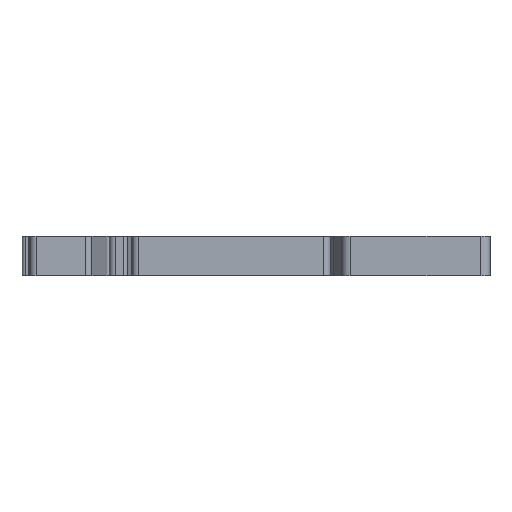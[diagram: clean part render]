
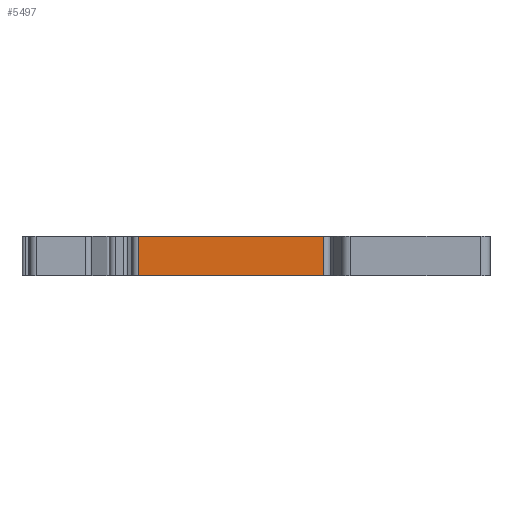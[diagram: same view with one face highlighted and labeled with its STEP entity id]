
A CAD part, front view. The second image highlights one B-rep face of the part: STEP entity #5497.
In plain terms, the highlighted planar face has unit normal (0, -1, 0).
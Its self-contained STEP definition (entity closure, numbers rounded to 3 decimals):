
#258=DIRECTION('',(1.,0.,0.));
#259=VECTOR('',#258,28.895);
#260=CARTESIAN_POINT('',(-18.347,0.,-3.1));
#261=LINE('',#260,#259);
#1244=DIRECTION('',(1.,0.,0.));
#1245=VECTOR('',#1244,28.895);
#1246=CARTESIAN_POINT('',(-18.347,0.,3.1));
#1247=LINE('',#1246,#1245);
#1978=DIRECTION('',(0.,0.,1.));
#1979=VECTOR('',#1978,6.2);
#1980=CARTESIAN_POINT('',(10.547,0.,-3.1));
#1981=LINE('',#1980,#1979);
#1982=DIRECTION('',(0.,0.,1.));
#1983=VECTOR('',#1982,6.2);
#1984=CARTESIAN_POINT('',(-18.347,0.,-3.1));
#1985=LINE('',#1984,#1983);
#2710=CARTESIAN_POINT('',(-18.347,0.,-3.1));
#2711=VERTEX_POINT('',#2710);
#2712=CARTESIAN_POINT('',(10.547,0.,-3.1));
#2713=VERTEX_POINT('',#2712);
#3010=CARTESIAN_POINT('',(-18.347,0.,3.1));
#3011=VERTEX_POINT('',#3010);
#3012=CARTESIAN_POINT('',(10.547,0.,3.1));
#3013=VERTEX_POINT('',#3012);
#5485=CARTESIAN_POINT('',(-18.347,0.,-3.1));
#5486=DIRECTION('',(0.,-1.,0.));
#5487=DIRECTION('',(1.,0.,0.));
#5488=AXIS2_PLACEMENT_3D('',#5485,#5486,#5487);
#5489=PLANE('',#5488);
#5490=ORIENTED_EDGE('',*,*,#3523,.F.);
#5492=ORIENTED_EDGE('',*,*,#5491,.T.);
#5493=ORIENTED_EDGE('',*,*,#4244,.T.);
#5494=ORIENTED_EDGE('',*,*,#5478,.F.);
#5495=EDGE_LOOP('',(#5490,#5492,#5493,#5494));
#5496=FACE_OUTER_BOUND('',#5495,.F.);
#3523=EDGE_CURVE('',#2711,#2713,#261,.T.);
#4244=EDGE_CURVE('',#3011,#3013,#1247,.T.);
#5478=EDGE_CURVE('',#2713,#3013,#1981,.T.);
#5491=EDGE_CURVE('',#2711,#3011,#1985,.T.);
#5497=ADVANCED_FACE('',(#5496),#5489,.T.);
